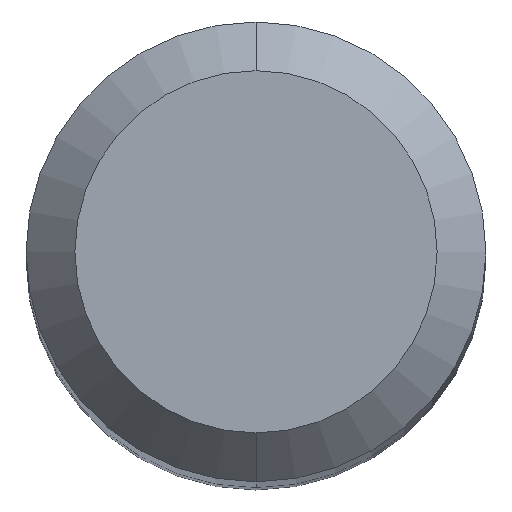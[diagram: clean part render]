
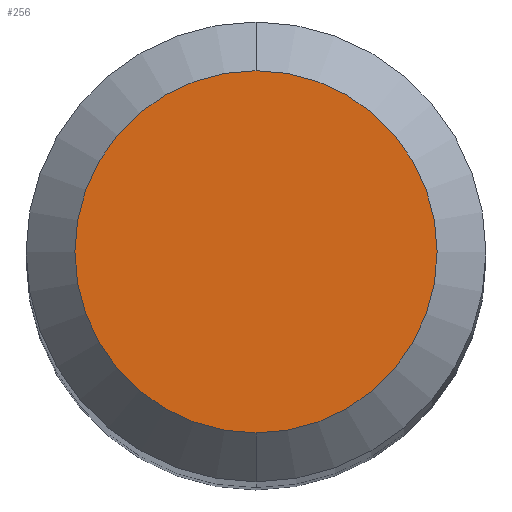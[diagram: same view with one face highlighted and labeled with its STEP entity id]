
A CAD part, top view. The second image highlights one B-rep face of the part: STEP entity #256.
In plain terms, the highlighted planar face has unit normal (0, 0, 1).
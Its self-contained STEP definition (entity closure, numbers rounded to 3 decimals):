
#2 = ORIENTED_EDGE ( 'NONE', *, *, #125, .F. ) ;
#3 = CIRCLE ( 'NONE', #273, 2.6 ) ;
#32 = DIRECTION ( 'NONE',  ( 0., 1., 0. ) ) ;
#45 = PLANE ( 'NONE',  #104 ) ;
#48 = EDGE_LOOP ( 'NONE', ( #230, #2 ) ) ;
#90 = CARTESIAN_POINT ( 'NONE',  ( 0., 0., 70. ) ) ;
#104 = AXIS2_PLACEMENT_3D ( 'NONE', #255, #325, #127 ) ;
#112 = DIRECTION ( 'NONE',  ( 0., 0., -1. ) ) ;
#125 = EDGE_CURVE ( 'NONE', #162, #177, #3, .T. ) ;
#127 = DIRECTION ( 'NONE',  ( 0., 1., 0. ) ) ;
#148 = AXIS2_PLACEMENT_3D ( 'NONE', #274, #166, #193 ) ;
#162 = VERTEX_POINT ( 'NONE', #192 ) ;
#166 = DIRECTION ( 'NONE',  ( 0., 0., -1. ) ) ;
#177 = VERTEX_POINT ( 'NONE', #269 ) ;
#192 = CARTESIAN_POINT ( 'NONE',  ( 0., -2.6, 70. ) ) ;
#193 = DIRECTION ( 'NONE',  ( 0., 1., 0. ) ) ;
#230 = ORIENTED_EDGE ( 'NONE', *, *, #303, .F. ) ;
#233 = CIRCLE ( 'NONE', #148, 2.6 ) ;
#255 = CARTESIAN_POINT ( 'NONE',  ( 0., 0., 70. ) ) ;
#256 = ADVANCED_FACE ( 'NONE', ( #277 ), #45, .F. ) ;
#269 = CARTESIAN_POINT ( 'NONE',  ( 0., 2.6, 70. ) ) ;
#273 = AXIS2_PLACEMENT_3D ( 'NONE', #90, #112, #32 ) ;
#274 = CARTESIAN_POINT ( 'NONE',  ( 0., 0., 70. ) ) ;
#277 = FACE_OUTER_BOUND ( 'NONE', #48, .T. ) ;
#303 = EDGE_CURVE ( 'NONE', #177, #162, #233, .T. ) ;
#325 = DIRECTION ( 'NONE',  ( 0., 0., -1. ) ) ;
